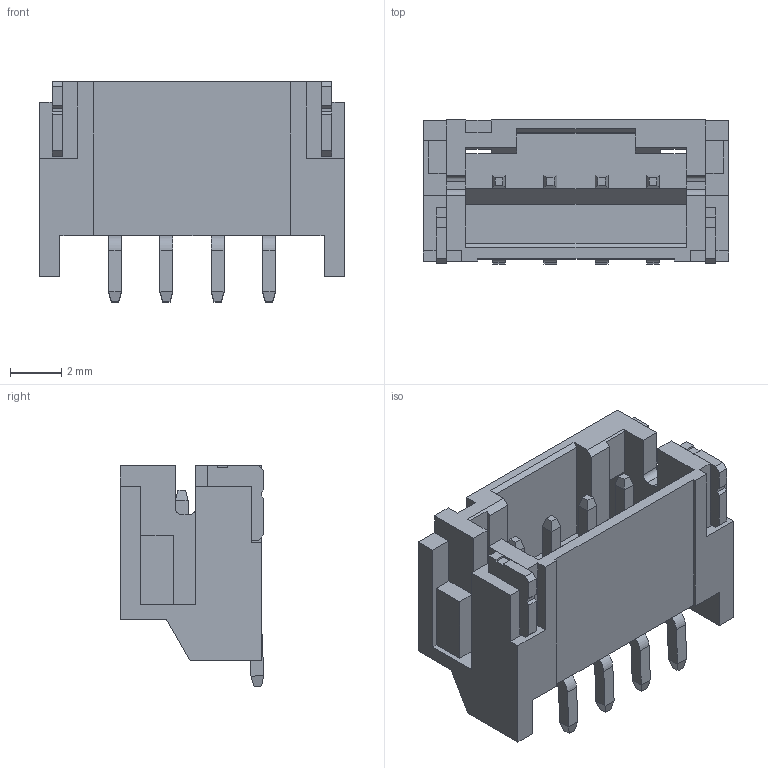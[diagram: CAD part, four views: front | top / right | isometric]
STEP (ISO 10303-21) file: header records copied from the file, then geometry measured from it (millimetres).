
FILE_DESCRIPTION (( 'STEP AP214' ), '1' );
FILE_NAME ('S4B-PH-SM4-TB (LF)(SN).STEP', '2023-03-07T10:12:36', ( '' ), ( '' ), 'SwSTEP 2.0', 'SolidWorks 2021', '' );
FILE_SCHEMA (( 'AUTOMOTIVE_DESIGN' ));
Length unit declared in the file: millimetre
Products named in the file (2): S4B-PH-SM4-TB part; S4B-PH-SM4-TB (LF)(SN)
Assembly tree (1 placements, depth 2):
  S4B-PH-SM4-TB (LF)(SN)
    S4B-PH-SM4-TB part
Bounding box: 11.9 x 5.6 x 8.6 mm (x, y, z)
Volume: 216.3 mm3; surface area: 649.2 mm2
Topology: 7 solids, 7 shells, 216 faces, 584 edges, 378 vertices
Faces by surface type: plane 200, cylinder 16
Entity records: 6772 total; most frequent: CARTESIAN_POINT 1182, ORIENTED_EDGE 1168, DIRECTION 1056, EDGE_CURVE 584, VECTOR 552, LINE 552, VERTEX_POINT 378, AXIS2_PLACEMENT_3D 252
